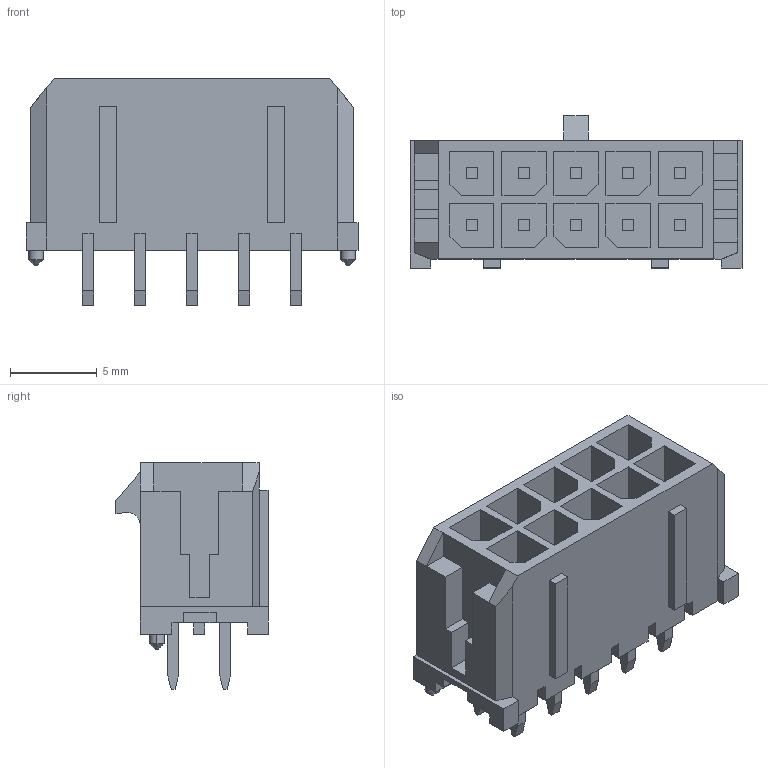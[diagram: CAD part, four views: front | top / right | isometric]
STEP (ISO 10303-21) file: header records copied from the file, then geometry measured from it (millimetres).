
FILE_DESCRIPTION((''),'2;1');
FILE_NAME('430451027','2020-04-16T',('gga'),(''),'PRO/ENGINEER BY PARAMETRIC TECHNOLOGY CORPORATION, 2016010','PRO/ENGINEER BY PARAMETRIC TECHNOLOGY CORPORATION, 2016010','');
FILE_SCHEMA(('CONFIG_CONTROL_DESIGN'));
Length unit declared in the file: millimetre
Products named in the file (1): 430451027
Bounding box: 19.15 x 8.77 x 13.09 mm (x, y, z)
Volume: 770.4 mm3; surface area: 1731.4 mm2
Topology: 1 solids, 1 shells, 383 faces, 1081 edges, 730 vertices
Faces by surface type: plane 374, cylinder 5, cone 4
Entity records: 12152 total; most frequent: CARTESIAN_POINT 2163, ORIENTED_EDGE 2106, DIRECTION 1887, EDGE_CURVE 1053, VECTOR 1043, LINE 1043, VERTEX_POINT 698, AXIS2_PLACEMENT_3D 422
